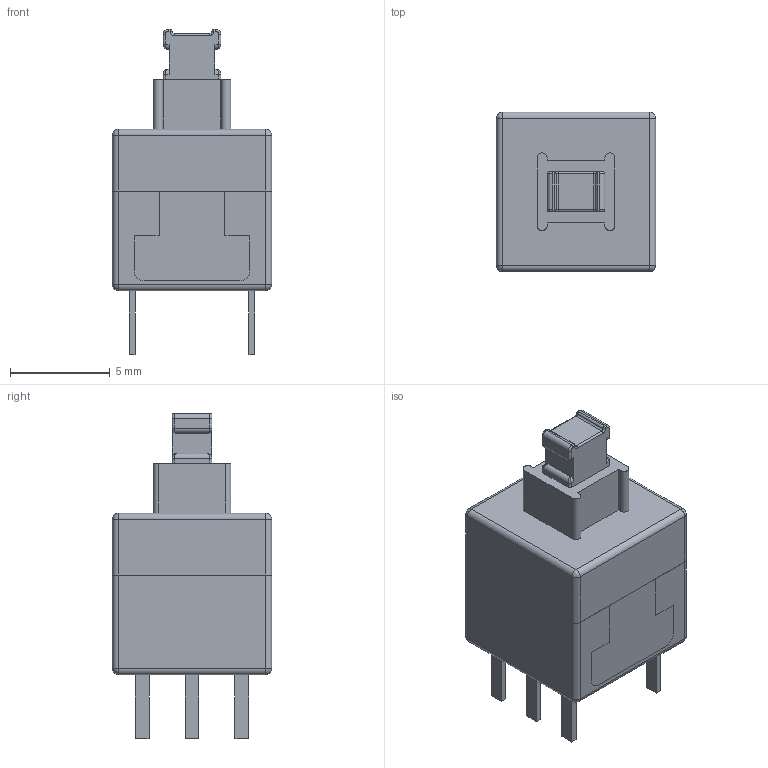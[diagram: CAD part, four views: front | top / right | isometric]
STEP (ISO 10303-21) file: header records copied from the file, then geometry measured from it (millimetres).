
FILE_DESCRIPTION (( 'STEP AP214' ), '1' );
FILE_NAME ('KFT DIP-8X8.STEP', '2017-06-20T07:18:21', ( 'Charjie' ), ( 'Microsoft' ), 'SwSTEP 2.0', 'SolidWorks 2014', '' );
FILE_SCHEMA (( 'AUTOMOTIVE_DESIGN' ));
Length unit declared in the file: millimetre
Products named in the file (4): KFT DIP-8X8; SLSW_8x8; Designator403
Assembly tree (3 placements, depth 4):
  KFT DIP-8X8
    Designator403
      SLSW_8x8
        SLSW_8x8
Bounding box: 8 x 8 x 16.3 mm (x, y, z)
Volume: 560.8 mm3; surface area: 702.8 mm2
Topology: 4 solids, 4 shells, 190 faces, 470 edges, 276 vertices
Faces by surface type: plane 102, cylinder 60, bspline 28
Entity records: 8120 total; most frequent: CARTESIAN_POINT 1611, ORIENTED_EDGE 900, DIRECTION 874, EDGE_CURVE 450, LINE 318, VECTOR 318, AXIS2_PLACEMENT_3D 278, VERTEX_POINT 276
